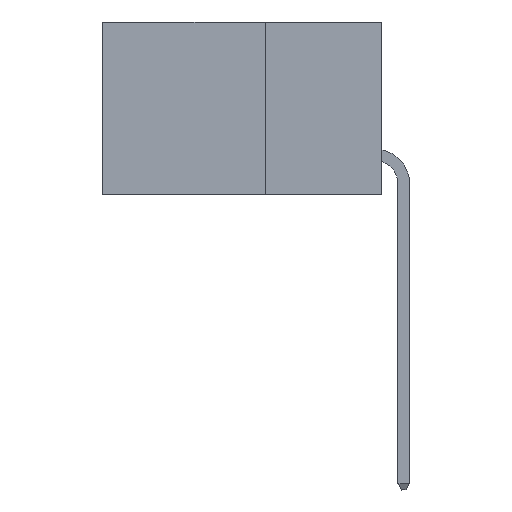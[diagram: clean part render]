
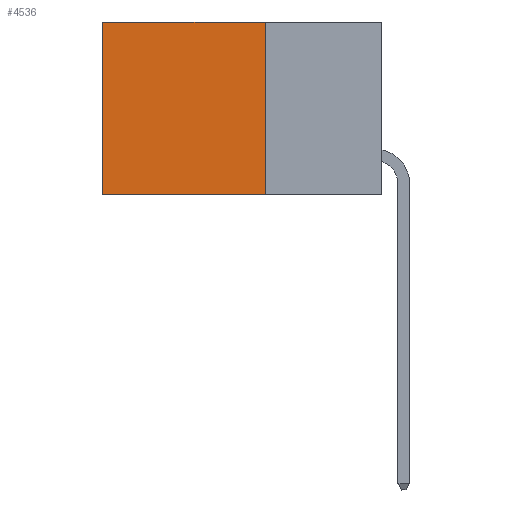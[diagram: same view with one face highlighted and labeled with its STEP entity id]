
A CAD part, left-side view. The second image highlights one B-rep face of the part: STEP entity #4536.
In plain terms, the highlighted planar face has unit normal (-1, 0, 0).
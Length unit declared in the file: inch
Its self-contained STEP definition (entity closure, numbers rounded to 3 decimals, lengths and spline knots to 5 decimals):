
#51 = EDGE_CURVE ( 'NONE', #15577, #1555, #26260, .T. ) ;
#832 = VERTEX_POINT ( 'NONE', #18153 ) ;
#1555 = VERTEX_POINT ( 'NONE', #15650 ) ;
#2013 = CARTESIAN_POINT ( 'NONE',  ( 0.2875, 0.6, 0. ) ) ;
#2890 = CARTESIAN_POINT ( 'NONE',  ( 0.2875, 0.25, 0. ) ) ;
#3720 = LINE ( 'NONE', #24624, #26171 ) ;
#3889 = VECTOR ( 'NONE', #14525, 39.37008 ) ;
#4536 = ADVANCED_FACE ( 'NONE', ( #13101 ), #4775, .F. ) ;
#4775 = PLANE ( 'NONE',  #13049 ) ;
#5031 = CARTESIAN_POINT ( 'NONE',  ( 0.2875, 0.25, 0. ) ) ;
#6522 = ORIENTED_EDGE ( 'NONE', *, *, #23530, .F. ) ;
#6613 = EDGE_LOOP ( 'NONE', ( #14575, #6522, #24795, #14539 ) ) ;
#8863 = CARTESIAN_POINT ( 'NONE',  ( 0.2875, 0.25, 0. ) ) ;
#9034 = DIRECTION ( 'NONE',  ( 0., 0., -1. ) ) ;
#9621 = DIRECTION ( 'NONE',  ( 0., 1., 0. ) ) ;
#11665 = EDGE_CURVE ( 'NONE', #1555, #15000, #24318, .T. ) ;
#13011 = CARTESIAN_POINT ( 'NONE',  ( 0.2875, 0.6, -0.37 ) ) ;
#13049 = AXIS2_PLACEMENT_3D ( 'NONE', #8863, #21609, #9034 ) ;
#13101 = FACE_OUTER_BOUND ( 'NONE', #6613, .T. ) ;
#14525 = DIRECTION ( 'NONE',  ( 0., 0., -1. ) ) ;
#14539 = ORIENTED_EDGE ( 'NONE', *, *, #51, .T. ) ;
#14575 = ORIENTED_EDGE ( 'NONE', *, *, #11665, .T. ) ;
#15000 = VERTEX_POINT ( 'NONE', #13011 ) ;
#15577 = VERTEX_POINT ( 'NONE', #5031 ) ;
#15650 = CARTESIAN_POINT ( 'NONE',  ( 0.2875, 0.6, 0. ) ) ;
#16074 = VECTOR ( 'NONE', #18057, 39.37008 ) ;
#18003 = VECTOR ( 'NONE', #23029, 39.37008 ) ;
#18057 = DIRECTION ( 'NONE',  ( 0., 1., 0. ) ) ;
#18153 = CARTESIAN_POINT ( 'NONE',  ( 0.2875, 0.25, -0.37 ) ) ;
#19633 = LINE ( 'NONE', #25831, #18003 ) ;
#20018 = EDGE_CURVE ( 'NONE', #15577, #832, #19633, .T. ) ;
#21609 = DIRECTION ( 'NONE',  ( 1., 0., 0. ) ) ;
#23029 = DIRECTION ( 'NONE',  ( 0., 0., -1. ) ) ;
#23530 = EDGE_CURVE ( 'NONE', #832, #15000, #3720, .T. ) ;
#24318 = LINE ( 'NONE', #2013, #3889 ) ;
#24624 = CARTESIAN_POINT ( 'NONE',  ( 0.2875, 0.25, -0.37 ) ) ;
#24795 = ORIENTED_EDGE ( 'NONE', *, *, #20018, .F. ) ;
#25831 = CARTESIAN_POINT ( 'NONE',  ( 0.2875, 0.25, 0. ) ) ;
#26171 = VECTOR ( 'NONE', #9621, 39.37008 ) ;
#26260 = LINE ( 'NONE', #2890, #16074 ) ;
